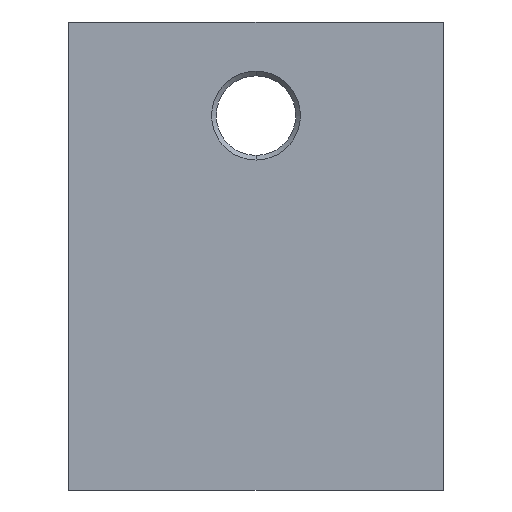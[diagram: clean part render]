
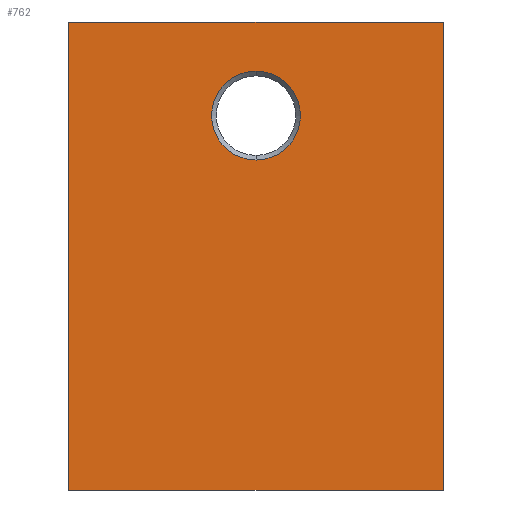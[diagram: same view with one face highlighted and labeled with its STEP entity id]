
A CAD part, front view. The second image highlights one B-rep face of the part: STEP entity #762.
In plain terms, the highlighted planar face has unit normal (0, -1, 0).
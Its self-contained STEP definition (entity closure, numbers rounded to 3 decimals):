
#79 = VERTEX_POINT ( 'NONE', #1119 ) ;
#81 = ORIENTED_EDGE ( 'NONE', *, *, #1710, .T. ) ;
#165 = CARTESIAN_POINT ( 'NONE',  ( 20., 0., 25. ) ) ;
#167 = CARTESIAN_POINT ( 'NONE',  ( -20., 0., 25. ) ) ;
#233 = CARTESIAN_POINT ( 'NONE',  ( 0., 0., 15. ) ) ;
#254 = DIRECTION ( 'NONE',  ( 0., 1., 0. ) ) ;
#260 = CARTESIAN_POINT ( 'NONE',  ( 20., 0., 25. ) ) ;
#277 = ORIENTED_EDGE ( 'NONE', *, *, #1715, .T. ) ;
#362 = DIRECTION ( 'NONE',  ( 0., 0., -1. ) ) ;
#374 = ORIENTED_EDGE ( 'NONE', *, *, #698, .T. ) ;
#388 = LINE ( 'NONE', #1007, #685 ) ;
#401 = DIRECTION ( 'NONE',  ( 0., 1., 0. ) ) ;
#453 = VERTEX_POINT ( 'NONE', #167 ) ;
#470 = FACE_OUTER_BOUND ( 'NONE', #1060, .T. ) ;
#489 = EDGE_CURVE ( 'NONE', #1522, #731, #1187, .T. ) ;
#500 = CARTESIAN_POINT ( 'NONE',  ( -20., 0., -25. ) ) ;
#544 = DIRECTION ( 'NONE',  ( 0., 0., -1. ) ) ;
#669 = VERTEX_POINT ( 'NONE', #878 ) ;
#685 = VECTOR ( 'NONE', #362, 1000. ) ;
#693 = DIRECTION ( 'NONE',  ( -1., 0., 0. ) ) ;
#698 = EDGE_CURVE ( 'NONE', #669, #1552, #1722, .T. ) ;
#731 = VERTEX_POINT ( 'NONE', #500 ) ;
#733 = FACE_BOUND ( 'NONE', #1347, .T. ) ;
#740 = DIRECTION ( 'NONE',  ( 0., 1., 0. ) ) ;
#762 = ADVANCED_FACE ( 'NONE', ( #733, #470 ), #899, .F. ) ;
#769 = ORIENTED_EDGE ( 'NONE', *, *, #1046, .T. ) ;
#816 = AXIS2_PLACEMENT_3D ( 'NONE', #233, #254, #1150 ) ;
#831 = AXIS2_PLACEMENT_3D ( 'NONE', #260, #401, #1040 ) ;
#859 = DIRECTION ( 'NONE',  ( 0., 0., 1. ) ) ;
#878 = CARTESIAN_POINT ( 'NONE',  ( 0., 0., 19.75 ) ) ;
#899 = PLANE ( 'NONE',  #831 ) ;
#992 = CARTESIAN_POINT ( 'NONE',  ( 0., 0., 15. ) ) ;
#1007 = CARTESIAN_POINT ( 'NONE',  ( -20., 0., 25. ) ) ;
#1009 = VECTOR ( 'NONE', #544, 1000. ) ;
#1040 = DIRECTION ( 'NONE',  ( 0., 0., 1. ) ) ;
#1046 = EDGE_CURVE ( 'NONE', #79, #453, #1449, .T. ) ;
#1060 = EDGE_LOOP ( 'NONE', ( #81, #1260, #1701, #769 ) ) ;
#1089 = CARTESIAN_POINT ( 'NONE',  ( 20., 0., -25. ) ) ;
#1119 = CARTESIAN_POINT ( 'NONE',  ( 20., 0., 25. ) ) ;
#1121 = AXIS2_PLACEMENT_3D ( 'NONE', #992, #740, #859 ) ;
#1150 = DIRECTION ( 'NONE',  ( 0., 0., 1. ) ) ;
#1187 = LINE ( 'NONE', #1089, #1331 ) ;
#1219 = CARTESIAN_POINT ( 'NONE',  ( 20., 0., 25. ) ) ;
#1232 = CARTESIAN_POINT ( 'NONE',  ( 20., 0., -25. ) ) ;
#1260 = ORIENTED_EDGE ( 'NONE', *, *, #489, .F. ) ;
#1331 = VECTOR ( 'NONE', #693, 1000. ) ;
#1347 = EDGE_LOOP ( 'NONE', ( #277, #374 ) ) ;
#1356 = DIRECTION ( 'NONE',  ( -1., 0., 0. ) ) ;
#1435 = EDGE_CURVE ( 'NONE', #79, #1522, #1687, .T. ) ;
#1449 = LINE ( 'NONE', #1219, #1495 ) ;
#1495 = VECTOR ( 'NONE', #1356, 1000. ) ;
#1522 = VERTEX_POINT ( 'NONE', #1232 ) ;
#1552 = VERTEX_POINT ( 'NONE', #1644 ) ;
#1607 = CIRCLE ( 'NONE', #1121, 4.75 ) ;
#1644 = CARTESIAN_POINT ( 'NONE',  ( 0., 0., 10.25 ) ) ;
#1687 = LINE ( 'NONE', #165, #1009 ) ;
#1701 = ORIENTED_EDGE ( 'NONE', *, *, #1435, .F. ) ;
#1710 = EDGE_CURVE ( 'NONE', #453, #731, #388, .T. ) ;
#1715 = EDGE_CURVE ( 'NONE', #1552, #669, #1607, .T. ) ;
#1722 = CIRCLE ( 'NONE', #816, 4.75 ) ;
